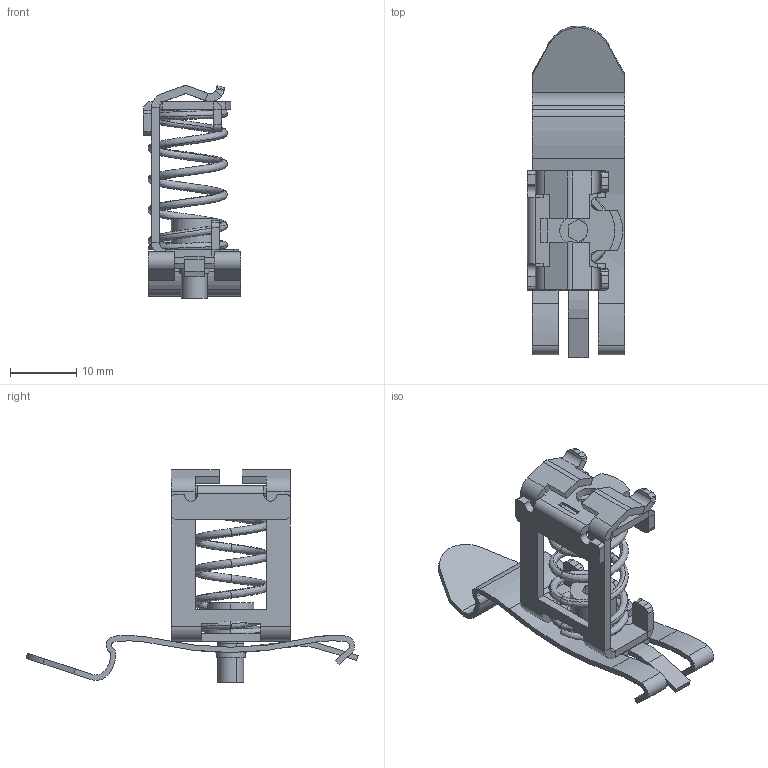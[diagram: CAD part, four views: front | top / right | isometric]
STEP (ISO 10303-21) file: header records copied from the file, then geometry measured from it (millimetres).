
FILE_DESCRIPTION(('CATIA V5 STEP Exchange','CAx-IF Rec.Pracs.--- Model Styling and Organization---1.4--- 2014-01-23'),'2;1');
FILE_NAME ('D1450295_2', '2022-06-09T09:41:25+00:00', ('none'), ('Weidmueller'), 'CATIA Version 5-6 Release 2016 SP3 HF44', 'CATIA V5 STEP AP214', 'none');
FILE_SCHEMA(('AUTOMOTIVE_DESIGN { 1 0 10303 214 1 1 1 1 }'));
Length unit declared in the file: millimetre
Products named in the file (1): 1252530000
Bounding box: 14.7 x 50.2 x 32.16 mm (x, y, z)
Volume: 1958.4 mm3; surface area: 4726.4 mm2
Topology: 6 solids, 6 shells, 299 faces, 762 edges, 476 vertices
Faces by surface type: plane 151, cylinder 108, bspline 34, cone 6
Entity records: 11514 total; most frequent: CARTESIAN_POINT 4914, ORIENTED_EDGE 1520, DIRECTION 1063, EDGE_CURVE 760, VERTEX_POINT 476, VECTOR 423, LINE 423, AXIS2_PLACEMENT_3D 403
